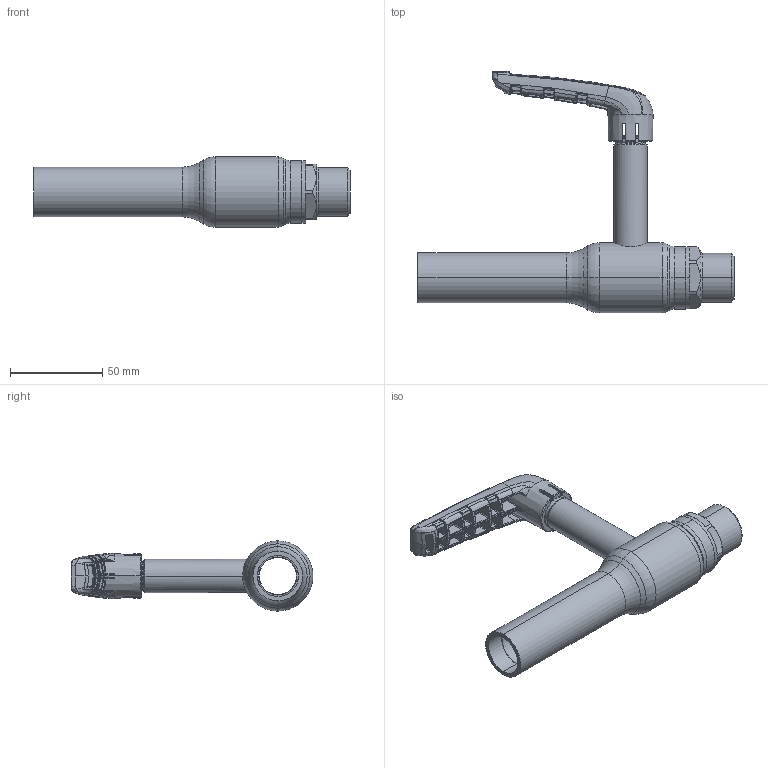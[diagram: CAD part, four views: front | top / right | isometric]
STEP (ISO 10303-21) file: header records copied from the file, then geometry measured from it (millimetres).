
FILE_DESCRIPTION (( 'STEP AP214' ), '1' );
FILE_NAME ('1020003701-2101.step', '2023-09-15T09:44:42', ( '' ), ( '' ), 'SwSTEP 2.0', 'SolidWorks 2021', '' );
FILE_SCHEMA (( 'AUTOMOTIVE_DESIGN' ));
Length unit declared in the file: millimetre
Products named in the file (1): 1020003701-2101
Bounding box: 171 x 130.88 x 38 mm (x, y, z)
Surface area: 37618.1 mm2 (no closed solid volume)
Topology: 0 solids, 6 shells, 726 faces, 2249 edges, 1417 vertices
Faces by surface type: bspline 586, plane 63, cylinder 35, cone 23, torus 19
Entity records: 63131 total; most frequent: CARTESIAN_POINT 40726, ORIENTED_EDGE 3730, EDGE_CURVE 2231, B_SPLINE_CURVE_WITH_KNOTS 1559, DIRECTION 1445, VERTEX_POINT 1417, EDGE_LOOP 748, UNCERTAINTY_MEASURE_WITH_UNIT 728
